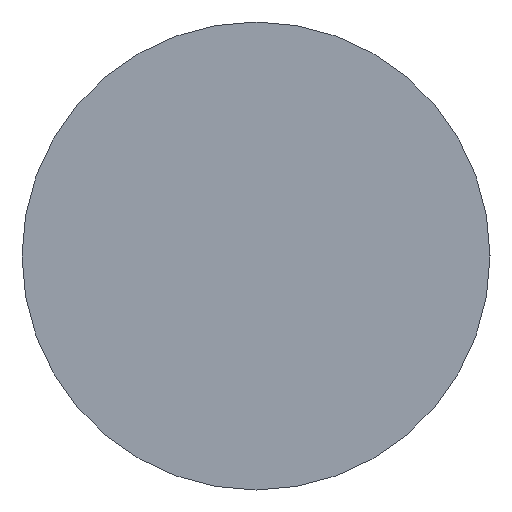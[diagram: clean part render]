
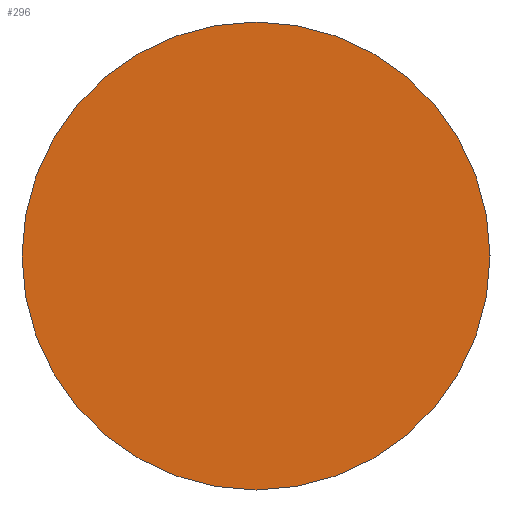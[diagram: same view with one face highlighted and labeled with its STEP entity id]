
A CAD part, left-side view. The second image highlights one B-rep face of the part: STEP entity #296.
In plain terms, the highlighted planar face has unit normal (-1, 0, 0).
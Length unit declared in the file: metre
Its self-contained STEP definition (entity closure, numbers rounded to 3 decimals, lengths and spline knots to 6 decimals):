
#23=PLANE('',#360);
#50=ORIENTED_EDGE('',*,*,#100,.F.);
#100=EDGE_CURVE('',#126,#126,#152,.T.);
#126=VERTEX_POINT('',#554);
#152=CIRCLE('',#358,0.010224);
#180=EDGE_LOOP('',(#50));
#232=FACE_BOUND('',#180,.T.);
#296=ADVANCED_FACE('',(#232),#23,.F.);
#358=AXIS2_PLACEMENT_3D('',#553,#425,#426);
#360=AXIS2_PLACEMENT_3D('',#557,#429,#430);
#425=DIRECTION('',(1.,0.,0.));
#426=DIRECTION('',(0.,0.,-1.));
#429=DIRECTION('',(1.,0.,0.));
#430=DIRECTION('',(0.,1.,0.));
#553=CARTESIAN_POINT('',(-0.151155,0.,0.992134));
#554=CARTESIAN_POINT('',(-0.151155,0.,0.981911));
#557=CARTESIAN_POINT('',(-0.151155,0.,0.749342));
